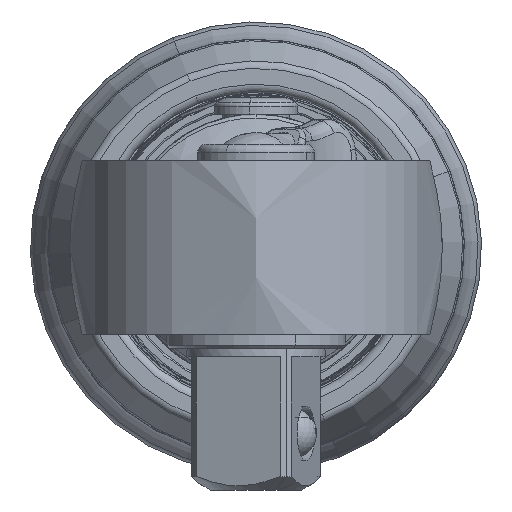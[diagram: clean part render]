
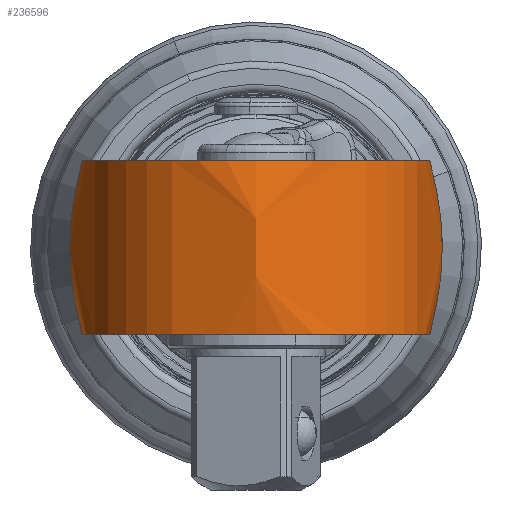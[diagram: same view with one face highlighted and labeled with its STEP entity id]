
A CAD part, left-side view. The second image highlights one B-rep face of the part: STEP entity #236596.
In plain terms, the highlighted free-form (B-spline) face has degree [3, 3] with [7, 4] control points.
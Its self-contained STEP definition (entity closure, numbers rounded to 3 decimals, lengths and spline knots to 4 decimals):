
#72732=CARTESIAN_POINT('',(-1.2756,0.,-0.2047));
#72733=DIRECTION('',(0.,0.,-1.));
#72734=DIRECTION('',(0.113,-0.994,0.));
#72735=AXIS2_PLACEMENT_3D('',#72732,#72733,#72734);
#72815=CARTESIAN_POINT('',(-1.2756,0.,0.2047));
#72816=DIRECTION('',(0.,0.,1.));
#72817=DIRECTION('',(0.113,0.994,0.));
#72818=AXIS2_PLACEMENT_3D('',#72815,#72816,#72817);
#72882=CARTESIAN_POINT('',(-1.3026,-0.2367,0.));
#72883=DIRECTION('',(-0.994,0.113,0.));
#72884=DIRECTION('',(0.108,0.948,0.301));
#72885=AXIS2_PLACEMENT_3D('',#72882,#72883,#72884);
#72887=CARTESIAN_POINT('',(-1.3026,0.2367,0.));
#72888=DIRECTION('',(-0.994,-0.113,0.));
#72889=DIRECTION('',(0.113,-0.994,0.));
#72890=AXIS2_PLACEMENT_3D('',#72887,#72888,#72889);
#72892=CARTESIAN_POINT('',(-1.3026,0.2367,0.));
#72893=DIRECTION('',(-0.994,-0.113,0.));
#72894=DIRECTION('',(0.108,-0.948,-0.301));
#72895=AXIS2_PLACEMENT_3D('',#72892,#72893,#72894);
#72897=CARTESIAN_POINT('',(-1.3026,-0.2367,0.));
#72898=DIRECTION('',(-0.994,0.113,0.));
#72899=DIRECTION('',(0.113,0.994,0.));
#72900=AXIS2_PLACEMENT_3D('',#72897,#72898,#72899);
#141248=CARTESIAN_POINT('',(-1.229,-0.4088,
-0.2047));
#141249=VERTEX_POINT('',#141248);
#141250=CARTESIAN_POINT('',(-1.229,0.4088,
-0.2047));
#141251=VERTEX_POINT('',#141250);
#141266=CARTESIAN_POINT('',(-1.229,0.4088,
0.2047));
#141267=VERTEX_POINT('',#141266);
#141268=CARTESIAN_POINT('',(-1.229,-0.4088,
0.2047));
#141269=VERTEX_POINT('',#141268);
#141286=CARTESIAN_POINT('',(-1.2255,-0.4401,0.));
#141287=VERTEX_POINT('',#141286);
#141288=CARTESIAN_POINT('',(-1.2255,0.4401,0.));
#141289=VERTEX_POINT('',#141288);
#236559=CARTESIAN_POINT('',(-1.2021,-0.4022,
0.2126));
#236560=CARTESIAN_POINT('',(-1.1938,-0.4472,
0.0733));
#236561=CARTESIAN_POINT('',(-1.1938,-0.4472,
-0.0733));
#236562=CARTESIAN_POINT('',(-1.2021,-0.4022,
-0.2126));
#236563=CARTESIAN_POINT('',(-1.473,-0.4517,
0.2126));
#236564=CARTESIAN_POINT('',(-1.4951,-0.5023,
0.0733));
#236565=CARTESIAN_POINT('',(-1.4951,-0.5023,
-0.0733));
#236566=CARTESIAN_POINT('',(-1.473,-0.4517,
-0.2126));
#236567=CARTESIAN_POINT('',(-1.6845,-0.2754,
0.2126));
#236568=CARTESIAN_POINT('',(-1.7302,-0.3062,
0.0733));
#236569=CARTESIAN_POINT('',(-1.7302,-0.3062,
-0.0733));
#236570=CARTESIAN_POINT('',(-1.6845,-0.2754,
-0.2126));
#236571=CARTESIAN_POINT('',(-1.6845,0.,0.2126));
#236572=CARTESIAN_POINT('',(-1.7302,0.,0.0733));
#236573=CARTESIAN_POINT('',(-1.7302,0.,-0.0733));
#236574=CARTESIAN_POINT('',(-1.6845,0.,-0.2126));
#236575=CARTESIAN_POINT('',(-1.6845,0.2754,
0.2126));
#236576=CARTESIAN_POINT('',(-1.7302,0.3062,
0.0733));
#236577=CARTESIAN_POINT('',(-1.7302,0.3062,
-0.0733));
#236578=CARTESIAN_POINT('',(-1.6845,0.2754,
-0.2126));
#236579=CARTESIAN_POINT('',(-1.473,0.4517,
0.2126));
#236580=CARTESIAN_POINT('',(-1.4951,0.5023,
0.0733));
#236581=CARTESIAN_POINT('',(-1.4951,0.5023,
-0.0733));
#236582=CARTESIAN_POINT('',(-1.473,0.4517,
-0.2126));
#236583=CARTESIAN_POINT('',(-1.2021,0.4022,
0.2126));
#236584=CARTESIAN_POINT('',(-1.1938,0.4472,
0.0733));
#236585=CARTESIAN_POINT('',(-1.1938,0.4472,
-0.0733));
#236586=CARTESIAN_POINT('',(-1.2021,0.4022,
-0.2126));
#236587=(BOUNDED_SURFACE()B_SPLINE_SURFACE(3,3,((#236559,#236560,#236561,
#236562),(#236563,#236564,#236565,#236566),(#236567,#236568,#236569,#236570),(
#236571,#236572,#236573,#236574),(#236575,#236576,#236577,#236578),(#236579,
#236580,#236581,#236582),(#236583,#236584,#236585,#236586)),.UNSPECIFIED.,.F.,
.F.,.F.)B_SPLINE_SURFACE_WITH_KNOTS((4,3,4),(4,4),(0.,1.,2.),(0.,1.),
.UNSPECIFIED.)GEOMETRIC_REPRESENTATION_ITEM()RATIONAL_B_SPLINE_SURFACE(((
1.25,1.209,1.209,1.25),(
0.951,0.919,0.919,0.951),(
0.951,0.919,0.919,0.951),(
1.25,1.209,1.209,1.25),(
0.951,0.919,0.919,0.951),(
0.951,0.919,0.919,0.951),(
1.25,1.209,1.209,1.25)))REPRESENTATION_ITEM('')SURFACE());
#236588=ORIENTED_EDGE('',*,*,#236495,.F.);
#236589=ORIENTED_EDGE('',*,*,#236513,.T.);
#236590=ORIENTED_EDGE('',*,*,#236547,.F.);
#236591=ORIENTED_EDGE('',*,*,#236554,.F.);
#236592=ORIENTED_EDGE('',*,*,#236455,.T.);
#236593=ORIENTED_EDGE('',*,*,#236497,.F.);
#236594=EDGE_LOOP('',(#236588,#236589,#236590,#236591,#236592,#236593));
#236595=FACE_OUTER_BOUND('',#236594,.F.);
#236596=ADVANCED_FACE('',(#236595),#236587,.T.);
#72736=CIRCLE('',#72735,0.4114);
#72819=CIRCLE('',#72818,0.4114);
#72886=CIRCLE('',#72885,0.6811);
#72891=CIRCLE('',#72890,0.6811);
#72896=CIRCLE('',#72895,0.6811);
#72901=CIRCLE('',#72900,0.6811);
#236455=EDGE_CURVE('',#141249,#141251,#72736,.T.);
#236495=EDGE_CURVE('',#141267,#141289,#72886,.T.);
#236497=EDGE_CURVE('',#141289,#141251,#72901,.T.);
#236513=EDGE_CURVE('',#141267,#141269,#72819,.T.);
#236547=EDGE_CURVE('',#141287,#141269,#72891,.T.);
#236554=EDGE_CURVE('',#141249,#141287,#72896,.T.);
